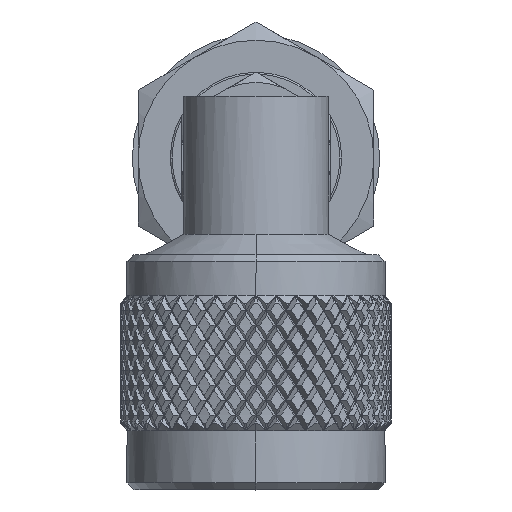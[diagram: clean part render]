
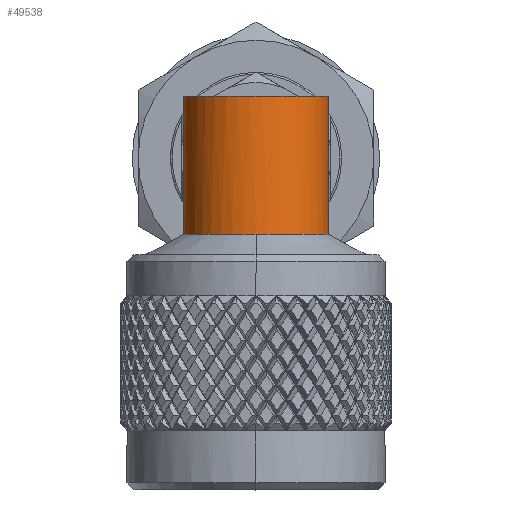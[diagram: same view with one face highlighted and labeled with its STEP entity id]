
A CAD part, top view. The second image highlights one B-rep face of the part: STEP entity #49538.
In plain terms, the highlighted cylindrical face has radius 5.395 mm (diameter 10.79 mm), a partial arc.
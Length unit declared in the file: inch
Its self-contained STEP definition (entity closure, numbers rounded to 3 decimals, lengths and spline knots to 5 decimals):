
#1840 = VECTOR ( 'NONE', #75891, 39.37008 ) ;
#3419 = DIRECTION ( 'NONE',  ( 1., 0., 0. ) ) ;
#8640 = AXIS2_PLACEMENT_3D ( 'NONE', #50120, #16632, #87594 ) ;
#9029 = EDGE_CURVE ( 'NONE', #26769, #52320, #68652, .T. ) ;
#9649 = DIRECTION ( 'NONE',  ( 0., 0., 1. ) ) ;
#12300 = EDGE_CURVE ( 'NONE', #32815, #26769, #53175, .T. ) ;
#12632 = AXIS2_PLACEMENT_3D ( 'NONE', #46832, #37164, #46060 ) ;
#16632 = DIRECTION ( 'NONE',  ( -1., 0., 0. ) ) ;
#21048 = CARTESIAN_POINT ( 'NONE',  ( 0.46208, -0.13037, 0.16769 ) ) ;
#21860 = CARTESIAN_POINT ( 'NONE',  ( 0.05962, -0.13037, 0.16769 ) ) ;
#22294 = ORIENTED_EDGE ( 'NONE', *, *, #61069, .T. ) ;
#26769 = VERTEX_POINT ( 'NONE', #79638 ) ;
#27931 = CYLINDRICAL_SURFACE ( 'NONE', #91922, 0.21241 ) ;
#32815 = VERTEX_POINT ( 'NONE', #95014 ) ;
#36652 = VECTOR ( 'NONE', #3419, 39.37008 ) ;
#37164 = DIRECTION ( 'NONE',  ( -1., 0., 0. ) ) ;
#39366 = DIRECTION ( 'NONE',  ( -1., 0., 0. ) ) ;
#45256 = VERTEX_POINT ( 'NONE', #21048 ) ;
#46060 = DIRECTION ( 'NONE',  ( 0., 0., 1. ) ) ;
#46832 = CARTESIAN_POINT ( 'NONE',  ( 0.46208, 0., 0. ) ) ;
#48666 = LINE ( 'NONE', #67128, #1840 ) ;
#49538 = ADVANCED_FACE ( 'NONE', ( #73294 ), #27931, .T. ) ;
#50120 = CARTESIAN_POINT ( 'NONE',  ( 0.05962, 0., 0. ) ) ;
#50223 = ORIENTED_EDGE ( 'NONE', *, *, #87590, .T. ) ;
#52320 = VERTEX_POINT ( 'NONE', #97342 ) ;
#53175 = CIRCLE ( 'NONE', #8640, 0.21241 ) ;
#56745 = EDGE_CURVE ( 'NONE', #52320, #45256, #95711, .T. ) ;
#61069 = EDGE_CURVE ( 'NONE', #32815, #78709, #48666, .T. ) ;
#62250 = EDGE_LOOP ( 'NONE', ( #50223, #68136, #77510, #102599, #22294 ) ) ;
#67128 = CARTESIAN_POINT ( 'NONE',  ( 0.05962, 0.13037, 0.16769 ) ) ;
#68136 = ORIENTED_EDGE ( 'NONE', *, *, #56745, .F. ) ;
#68652 = CIRCLE ( 'NONE', #103791, 0.21241 ) ;
#69963 = CARTESIAN_POINT ( 'NONE',  ( -5.70743, 0., 0. ) ) ;
#70704 = DIRECTION ( 'NONE',  ( -1., 0., 0. ) ) ;
#73294 = FACE_OUTER_BOUND ( 'NONE', #62250, .T. ) ;
#75891 = DIRECTION ( 'NONE',  ( 1., 0., 0. ) ) ;
#77510 = ORIENTED_EDGE ( 'NONE', *, *, #9029, .F. ) ;
#78709 = VERTEX_POINT ( 'NONE', #82490 ) ;
#79638 = CARTESIAN_POINT ( 'NONE',  ( 0.05962, 0., -0.21241 ) ) ;
#82490 = CARTESIAN_POINT ( 'NONE',  ( 0.46208, 0.13037, 0.16769 ) ) ;
#87590 = EDGE_CURVE ( 'NONE', #78709, #45256, #97156, .T. ) ;
#87594 = DIRECTION ( 'NONE',  ( 0., 0., 1. ) ) ;
#91922 = AXIS2_PLACEMENT_3D ( 'NONE', #69963, #70704, #9649 ) ;
#92289 = CARTESIAN_POINT ( 'NONE',  ( 0.05962, 0., 0. ) ) ;
#95014 = CARTESIAN_POINT ( 'NONE',  ( 0.05962, 0.13037, 0.16769 ) ) ;
#95711 = LINE ( 'NONE', #21860, #36652 ) ;
#97156 = CIRCLE ( 'NONE', #12632, 0.21241 ) ;
#97342 = CARTESIAN_POINT ( 'NONE',  ( 0.05962, -0.13037, 0.16769 ) ) ;
#101059 = DIRECTION ( 'NONE',  ( 0., 0., 1. ) ) ;
#102599 = ORIENTED_EDGE ( 'NONE', *, *, #12300, .F. ) ;
#103791 = AXIS2_PLACEMENT_3D ( 'NONE', #92289, #39366, #101059 ) ;
